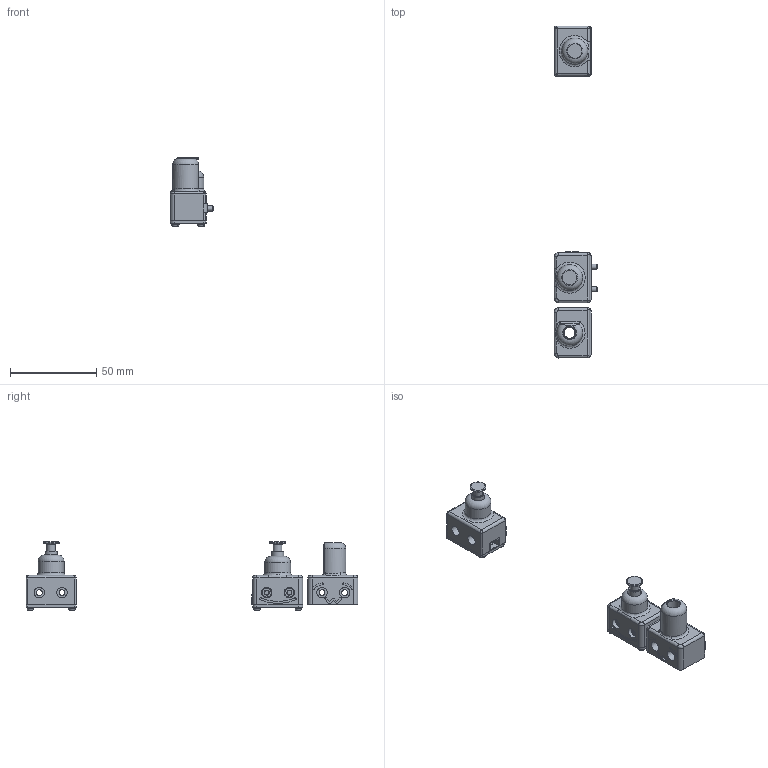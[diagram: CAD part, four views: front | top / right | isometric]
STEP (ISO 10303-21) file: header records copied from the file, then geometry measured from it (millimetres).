
FILE_DESCRIPTION(/* description */ (''),/* implementation_level */ '2;1');
FILE_NAME(/* name */ 'Trident_SexBolt_Z_Endstop v2.step',/* time_stamp */ '2022-11-01T20:26:40-04:00',/* author */ (''),/* organization */ (''),/* preprocessor_version */ 'ST-DEVELOPER v19.2',/* originating_system */ 'Autodesk Translation Framework v11.17.0.187',/* authorisation */ '');
FILE_SCHEMA (('AUTOMOTIVE_DESIGN { 1 0 10303 214 3 1 1 }'));
Length unit declared in the file: millimetre
Products named in the file (21): Trident_SexBolt_Z_Endstop; EndstopHousingSmile; Hardware (2); M3x20 SHCS; 5x7x8 Sleeve Bearing; 5x20 sex-bolt; M4x6 SHCS; M2x10 self tapping; PCB (2); Omron_D2F_F; JST 2 pin; EndstopHousingUwU; EndstopHousingBlankTrident; Hardware (1) (1); 5x20 sex-bolt (1); M4x6 SHCS (1); 5x7x8 Sleeve Bearing (1); M2x10 self tapping (1); PCB (1) (1); Omron_D2F_F (1); JST 2 pin (1)
Assembly tree (29 placements, depth 4):
  Trident_SexBolt_Z_Endstop
    EndstopHousingSmile
      Hardware (2)
        M3x20 SHCS  x2
        5x7x8 Sleeve Bearing  x2
        5x20 sex-bolt
        M4x6 SHCS
        M2x10 self tapping  x4
      PCB (2)
        Omron_D2F_F
        JST 2 pin
    EndstopHousingUwU
    EndstopHousingBlankTrident
      Hardware (1) (1)
        5x7x8 Sleeve Bearing (1)  x2
        5x20 sex-bolt (1)
        M4x6 SHCS (1)
        M2x10 self tapping (1)  x4
      PCB (1) (1)
        Omron_D2F_F (1)
        JST 2 pin (1)
Bounding box: 25 x 192.08 x 39.59 mm (x, y, z)
Volume: 34138 mm3; surface area: 23450.3 mm2
Topology: 31 solids, 33 shells, 1147 faces, 2972 edges, 1935 vertices
Faces by surface type: plane 477, cylinder 403, bspline 194, cone 56, torus 17
Full cylindrical faces by diameter (mm): 1.28 x64, 1.6 x6, 1.7 x14, 2 x2, 2.2 x56, 3 x2, 3.4 x7, 3.5 x2, 3.75 x8, 3.9 x2, 5 x6, 5.5 x2, 6 x6, 6.2 x3, 6.8 x2, 7 x4, 7.2 x3, 8 x3, 9.25 x2, 15 x2
Entity records: 29199 total; most frequent: CARTESIAN_POINT 10680, ORIENTED_EDGE 3778, DIRECTION 3561, EDGE_CURVE 1889, LINE 1227, VECTOR 1227, VERTEX_POINT 1224, AXIS2_PLACEMENT_3D 1167
